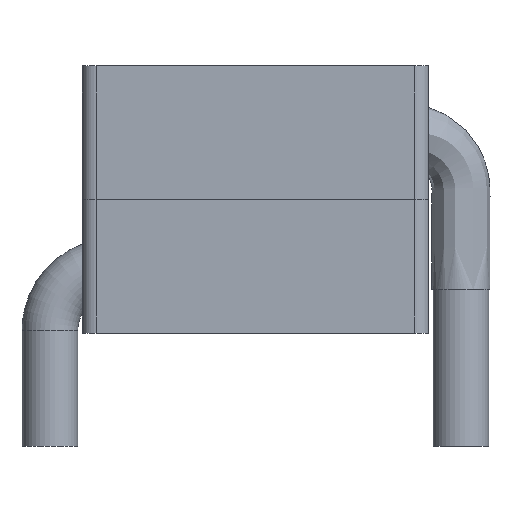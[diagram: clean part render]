
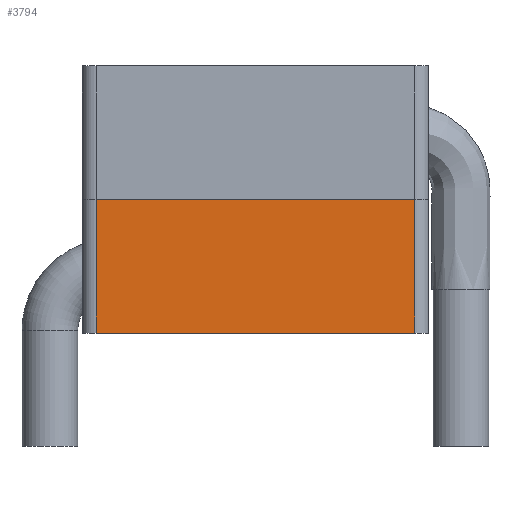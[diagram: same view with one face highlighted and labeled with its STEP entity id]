
A CAD part, front view. The second image highlights one B-rep face of the part: STEP entity #3794.
In plain terms, the highlighted face is planar.
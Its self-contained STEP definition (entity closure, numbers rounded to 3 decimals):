
#312=LINE('',#8008,#525);
#327=LINE('',#8050,#540);
#328=LINE('',#8053,#541);
#329=LINE('',#8054,#542);
#525=VECTOR('',#4563,1000.);
#540=VECTOR('',#4598,1000.);
#541=VECTOR('',#4599,1000.);
#542=VECTOR('',#4600,1000.);
#1273=ORIENTED_EDGE('',*,*,#1796,.F.);
#1274=ORIENTED_EDGE('',*,*,#1797,.T.);
#1275=ORIENTED_EDGE('',*,*,#1774,.T.);
#1276=ORIENTED_EDGE('',*,*,#1798,.F.);
#1774=EDGE_CURVE('',#2095,#2094,#312,.T.);
#1796=EDGE_CURVE('',#2112,#2113,#327,.T.);
#1797=EDGE_CURVE('',#2112,#2095,#328,.T.);
#1798=EDGE_CURVE('',#2113,#2094,#329,.T.);
#2094=VERTEX_POINT('',#8007);
#2095=VERTEX_POINT('',#8009);
#2112=VERTEX_POINT('',#8051);
#2113=VERTEX_POINT('',#8052);
#2426=EDGE_LOOP('',(#1273,#1274,#1275,#1276));
#2623=FACE_BOUND('',#2426,.T.);
#2750=PLANE('',#4017);
#3794=ADVANCED_FACE('',(#2623),#2750,.F.);
#4017=AXIS2_PLACEMENT_3D('',#8049,#4596,#4597);
#4563=DIRECTION('',(1.,0.,0.));
#4596=DIRECTION('',(0.,-1.,0.));
#4597=DIRECTION('',(0.,0.,-1.));
#4598=DIRECTION('',(1.,0.,0.));
#4599=DIRECTION('',(0.,0.,1.));
#4600=DIRECTION('',(0.,0.,1.));
#8007=CARTESIAN_POINT('',(20.06,-11.796,0.));
#8008=CARTESIAN_POINT('',(10.36,-11.796,0.));
#8009=CARTESIAN_POINT('',(10.76,-11.796,0.));
#8049=CARTESIAN_POINT('',(10.36,-11.796,-1.1));
#8050=CARTESIAN_POINT('',(10.36,-11.796,-3.9));
#8051=CARTESIAN_POINT('',(10.76,-11.796,-3.9));
#8052=CARTESIAN_POINT('',(20.06,-11.796,-3.9));
#8053=CARTESIAN_POINT('',(10.76,-11.796,-1.1));
#8054=CARTESIAN_POINT('',(20.06,-11.796,-1.1));
